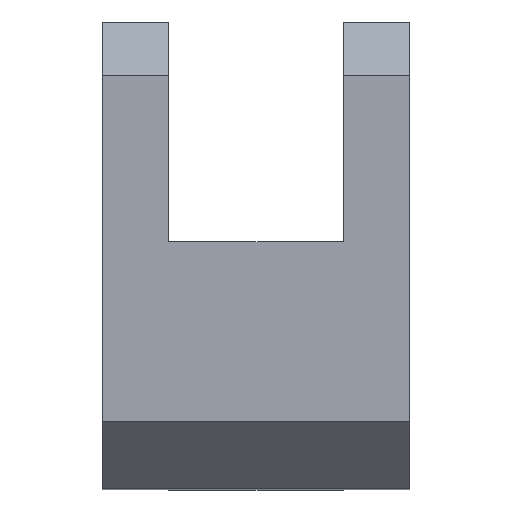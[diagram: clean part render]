
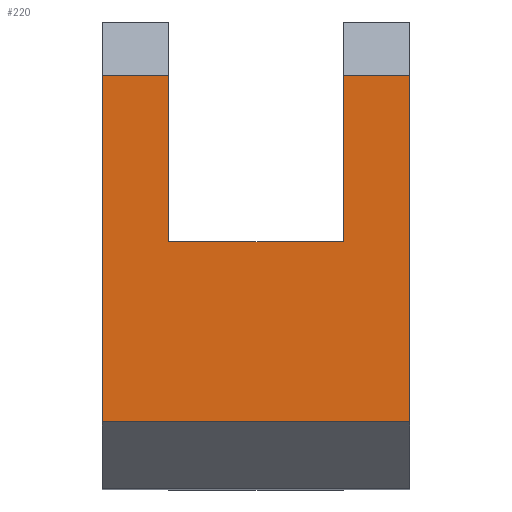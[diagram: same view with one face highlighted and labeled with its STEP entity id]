
A CAD part, top view. The second image highlights one B-rep face of the part: STEP entity #220.
In plain terms, the highlighted planar face has unit normal (0, 0, 1).
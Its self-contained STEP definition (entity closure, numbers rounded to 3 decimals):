
#4 = CARTESIAN_POINT ( 'NONE',  ( -13.1, -21., 28. ) ) ;
#15 = ORIENTED_EDGE ( 'NONE', *, *, #876, .F. ) ;
#16 = DIRECTION ( 'NONE',  ( 0., 0., -1. ) ) ;
#63 = ORIENTED_EDGE ( 'NONE', *, *, #264, .T. ) ;
#102 = EDGE_CURVE ( 'NONE', #265, #238, #768, .T. ) ;
#107 = CARTESIAN_POINT ( 'NONE',  ( 13.1, 23.1, 28. ) ) ;
#113 = AXIS2_PLACEMENT_3D ( 'NONE', #650, #16, #482 ) ;
#126 = VERTEX_POINT ( 'NONE', #4 ) ;
#137 = VECTOR ( 'NONE', #884, 1000. ) ;
#139 = ORIENTED_EDGE ( 'NONE', *, *, #663, .T. ) ;
#149 = LINE ( 'NONE', #206, #305 ) ;
#194 = VERTEX_POINT ( 'NONE', #926 ) ;
#206 = CARTESIAN_POINT ( 'NONE',  ( -51.9, 4., 28. ) ) ;
#214 = DIRECTION ( 'NONE',  ( 0., 1., 0. ) ) ;
#220 = ADVANCED_FACE ( 'NONE', ( #689 ), #973, .F. ) ;
#228 = DIRECTION ( 'NONE',  ( -1., 0., 0. ) ) ;
#238 = VERTEX_POINT ( 'NONE', #417 ) ;
#250 = CARTESIAN_POINT ( 'NONE',  ( 23.1, -48.1, 28. ) ) ;
#252 = CARTESIAN_POINT ( 'NONE',  ( 13.1, -21., 28. ) ) ;
#256 = LINE ( 'NONE', #107, #330 ) ;
#264 = EDGE_CURVE ( 'NONE', #317, #724, #411, .T. ) ;
#265 = VERTEX_POINT ( 'NONE', #714 ) ;
#267 = EDGE_LOOP ( 'NONE', ( #655, #63, #139, #349, #275, #809, #15, #1021 ) ) ;
#275 = ORIENTED_EDGE ( 'NONE', *, *, #866, .F. ) ;
#296 = CARTESIAN_POINT ( 'NONE',  ( -23.1, -23.1, 28. ) ) ;
#305 = VECTOR ( 'NONE', #228, 1000. ) ;
#317 = VERTEX_POINT ( 'NONE', #959 ) ;
#327 = DIRECTION ( 'NONE',  ( 1., 0., 0. ) ) ;
#328 = LINE ( 'NONE', #450, #982 ) ;
#330 = VECTOR ( 'NONE', #214, 1000. ) ;
#338 = VERTEX_POINT ( 'NONE', #252 ) ;
#349 = ORIENTED_EDGE ( 'NONE', *, *, #102, .T. ) ;
#351 = CARTESIAN_POINT ( 'NONE',  ( -51.9, 4., 28. ) ) ;
#388 = VECTOR ( 'NONE', #764, 1000. ) ;
#405 = VECTOR ( 'NONE', #838, 1000. ) ;
#411 = LINE ( 'NONE', #250, #889 ) ;
#417 = CARTESIAN_POINT ( 'NONE',  ( 13.1, 4., 28. ) ) ;
#418 = LINE ( 'NONE', #296, #388 ) ;
#426 = DIRECTION ( 'NONE',  ( 1., 0., 0. ) ) ;
#450 = CARTESIAN_POINT ( 'NONE',  ( 13.1, -21., 28. ) ) ;
#482 = DIRECTION ( 'NONE',  ( -1., 0., 0. ) ) ;
#512 = CARTESIAN_POINT ( 'NONE',  ( -23.1, 4., 28. ) ) ;
#588 = DIRECTION ( 'NONE',  ( 0., 1., 0. ) ) ;
#650 = CARTESIAN_POINT ( 'NONE',  ( -51.9, -69.108, 28. ) ) ;
#655 = ORIENTED_EDGE ( 'NONE', *, *, #1042, .F. ) ;
#663 = EDGE_CURVE ( 'NONE', #724, #265, #1040, .T. ) ;
#673 = CARTESIAN_POINT ( 'NONE',  ( -13.1, 23.1, 28. ) ) ;
#689 = FACE_OUTER_BOUND ( 'NONE', #267, .T. ) ;
#691 = EDGE_CURVE ( 'NONE', #126, #338, #328, .T. ) ;
#698 = VERTEX_POINT ( 'NONE', #512 ) ;
#710 = VECTOR ( 'NONE', #588, 1000. ) ;
#714 = CARTESIAN_POINT ( 'NONE',  ( 23.1, 4., 28. ) ) ;
#724 = VERTEX_POINT ( 'NONE', #966 ) ;
#764 = DIRECTION ( 'NONE',  ( 0., 1., 0. ) ) ;
#768 = LINE ( 'NONE', #351, #405 ) ;
#809 = ORIENTED_EDGE ( 'NONE', *, *, #691, .F. ) ;
#838 = DIRECTION ( 'NONE',  ( -1., 0., 0. ) ) ;
#866 = EDGE_CURVE ( 'NONE', #338, #238, #256, .T. ) ;
#876 = EDGE_CURVE ( 'NONE', #194, #126, #910, .T. ) ;
#884 = DIRECTION ( 'NONE',  ( 0., -1., 0. ) ) ;
#889 = VECTOR ( 'NONE', #327, 1000. ) ;
#910 = LINE ( 'NONE', #673, #137 ) ;
#926 = CARTESIAN_POINT ( 'NONE',  ( -13.1, 4., 28. ) ) ;
#959 = CARTESIAN_POINT ( 'NONE',  ( -23.1, -48.1, 28. ) ) ;
#966 = CARTESIAN_POINT ( 'NONE',  ( 23.1, -48.1, 28. ) ) ;
#973 = PLANE ( 'NONE',  #113 ) ;
#982 = VECTOR ( 'NONE', #426, 1000. ) ;
#999 = EDGE_CURVE ( 'NONE', #194, #698, #149, .T. ) ;
#1021 = ORIENTED_EDGE ( 'NONE', *, *, #999, .T. ) ;
#1037 = CARTESIAN_POINT ( 'NONE',  ( 23.1, -69.108, 28. ) ) ;
#1040 = LINE ( 'NONE', #1037, #710 ) ;
#1042 = EDGE_CURVE ( 'NONE', #317, #698, #418, .T. ) ;
